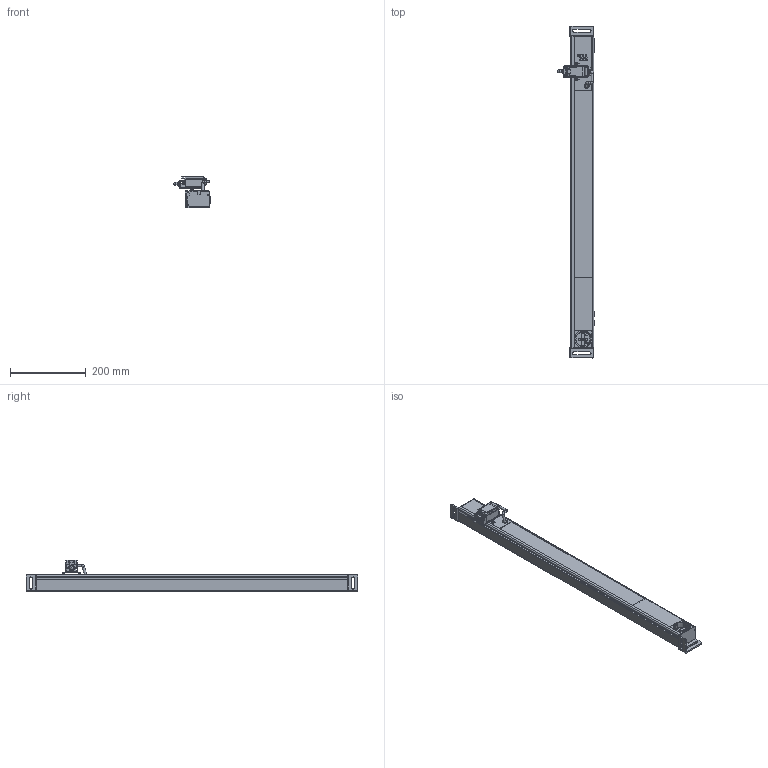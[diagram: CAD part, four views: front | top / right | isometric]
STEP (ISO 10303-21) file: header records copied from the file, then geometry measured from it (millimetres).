
FILE_DESCRIPTION(/* description */ (''),/* implementation_level */ '2;1');
FILE_NAME(/* name */ '111429_LED-A-825-SK-E-R-VX.stp',/* time_stamp */ '2024-08-27T10:56:17+02:00',/* author */ ('cad'),/* organization */ (''),/* preprocessor_version */ 'ST-DEVELOPER v15.6',/* originating_system */ 'Autodesk Inventor 2015',/* authorisation */ '');
FILE_SCHEMA (('AUTOMOTIVE_DESIGN { 1 0 10303 214 3 1 1 }'));
Length unit declared in the file: millimetre
Products named in the file (1): 111429_LED-A-825-SK-E-R-VX_Shrinkwrap_1
Bounding box: 96.45 x 875 x 83 mm (x, y, z)
Surface area: 275027.7 mm2 (no closed solid volume)
Topology: 0 solids, 72 shells, 1331 faces, 4563 edges, 3279 vertices
Faces by surface type: plane 1023, cylinder 226, bspline 33, cone 31, sphere 13, torus 5
Full cylindrical faces by diameter (mm): 3.5 x2, 3.95 x1, 6 x3, 8 x1
Entity records: 51052 total; most frequent: CARTESIAN_POINT 11181, ORIENTED_EDGE 7815, DIRECTION 7754, EDGE_CURVE 4527, LINE 3708, VECTOR 3708, VERTEX_POINT 3268, AXIS2_PLACEMENT_3D 2023
